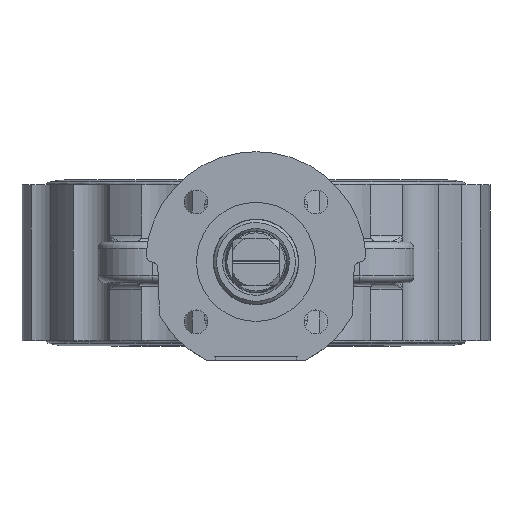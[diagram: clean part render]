
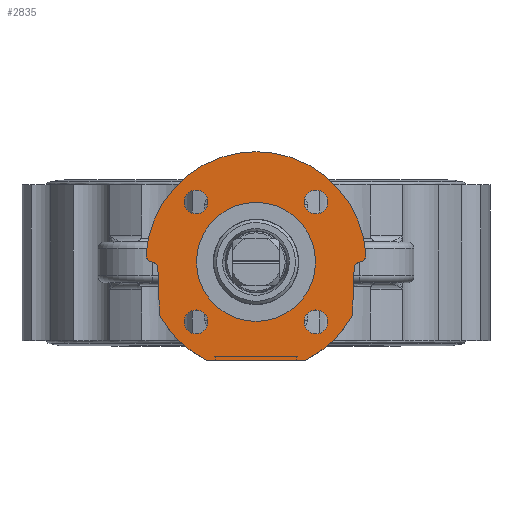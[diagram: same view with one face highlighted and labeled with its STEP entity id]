
A CAD part, top view. The second image highlights one B-rep face of the part: STEP entity #2835.
In plain terms, the highlighted planar face has unit normal (0, 0, 1).
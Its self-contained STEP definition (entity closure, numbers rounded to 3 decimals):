
#112=CARTESIAN_POINT('',(-21.178,-17.678,157.0));
#113=VERTEX_POINT('',#112);
#114=CARTESIAN_POINT('',(-17.678,-17.678,157.0));
#115=DIRECTION('',(0.0,0.0,-1.0));
#116=DIRECTION('',(-1.0,0.0,0.0));
#117=AXIS2_PLACEMENT_3D('',#114,#115,#116);
#118=CIRCLE('',#117,3.5);
#119=EDGE_CURVE('',#113,#113,#118,.T.);
#140=CARTESIAN_POINT('',(-17.678,21.178,157.0));
#141=VERTEX_POINT('',#140);
#142=CARTESIAN_POINT('',(-17.678,17.678,157.0));
#143=DIRECTION('',(0.0,0.0,-1.0));
#144=DIRECTION('',(0.0,1.0,0.0));
#145=AXIS2_PLACEMENT_3D('',#142,#143,#144);
#146=CIRCLE('',#145,3.5);
#147=EDGE_CURVE('',#141,#141,#146,.T.);
#168=CARTESIAN_POINT('',(17.678,-21.178,157.0));
#169=VERTEX_POINT('',#168);
#170=CARTESIAN_POINT('',(17.678,-17.678,157.0));
#171=DIRECTION('',(0.0,0.0,-1.0));
#172=DIRECTION('',(0.0,-1.0,0.0));
#173=AXIS2_PLACEMENT_3D('',#170,#171,#172);
#174=CIRCLE('',#173,3.5);
#175=EDGE_CURVE('',#169,#169,#174,.T.);
#906=CARTESIAN_POINT('',(21.178,17.678,157.0));
#907=VERTEX_POINT('',#906);
#908=CARTESIAN_POINT('',(17.678,17.678,157.0));
#909=DIRECTION('',(0.0,0.0,-1.0));
#910=DIRECTION('',(1.0,0.0,0.0));
#911=AXIS2_PLACEMENT_3D('',#908,#909,#910);
#912=CIRCLE('',#911,3.5);
#913=EDGE_CURVE('',#907,#907,#912,.T.);
#2687=CARTESIAN_POINT('',(17.55,0.,157.0));
#2688=VERTEX_POINT('',#2687);
#2689=CARTESIAN_POINT('',(0.,0.,157.0));
#2690=DIRECTION('',(0.0,0.0,-1.0));
#2691=DIRECTION('',(1.0,0.0,0.0));
#2692=AXIS2_PLACEMENT_3D('',#2689,#2690,#2691);
#2693=CIRCLE('',#2692,17.55);
#2694=EDGE_CURVE('',#2688,#2688,#2693,.T.);
#2726=CARTESIAN_POINT('',(-69.001,32.501,157.0));
#2727=DIRECTION('',(0.0,0.0,-1.0));
#2728=DIRECTION('',(-1.0,0.0,0.0));
#2729=AXIS2_PLACEMENT_3D('',#2726,#2727,#2728);
#2730=PLANE('',#2729);
#2731=CARTESIAN_POINT('',(-28.934,-1.899,157.0));
#2732=VERTEX_POINT('',#2731);
#2733=CARTESIAN_POINT('',(-30.683,0.016,157.0));
#2734=VERTEX_POINT('',#2733);
#2735=CARTESIAN_POINT('',(-30.932,-1.969,157.0));
#2736=DIRECTION('',(0.0,0.0,1.0));
#2737=DIRECTION('',(-0.999,-0.035,0.0));
#2738=AXIS2_PLACEMENT_3D('',#2735,#2736,#2737);
#2739=CIRCLE('',#2738,2.);
#2740=EDGE_CURVE('',#2732,#2734,#2739,.T.);
#2741=ORIENTED_EDGE('',*,*,#2740,.F.);
#2742=CARTESIAN_POINT('',(-28.451,-15.709,157.0));
#2743=VERTEX_POINT('',#2742);
#2744=CARTESIAN_POINT('',(-28.451,-15.709,157.));
#2745=DIRECTION('',(-0.035,0.999,0.0));
#2746=VECTOR('',#2745,13.818);
#2747=LINE('',#2744,#2746);
#2748=EDGE_CURVE('',#2743,#2732,#2747,.T.);
#2749=ORIENTED_EDGE('',*,*,#2748,.F.);
#2750=CARTESIAN_POINT('',(-14.671,-29.,157.0));
#2751=VERTEX_POINT('',#2750);
#2752=CARTESIAN_POINT('',(0.,0.,157.0));
#2753=DIRECTION('',(0.0,0.0,-1.0));
#2754=DIRECTION('',(-0.875,-0.483,0.0));
#2755=AXIS2_PLACEMENT_3D('',#2752,#2753,#2754);
#2756=CIRCLE('',#2755,32.5);
#2757=EDGE_CURVE('',#2751,#2743,#2756,.T.);
#2758=ORIENTED_EDGE('',*,*,#2757,.F.);
#2759=CARTESIAN_POINT('',(14.671,-29.,157.0));
#2760=VERTEX_POINT('',#2759);
#2761=CARTESIAN_POINT('',(14.671,-29.,157.));
#2762=DIRECTION('',(-1.0,0.0,0.0));
#2763=VECTOR('',#2762,29.343);
#2764=LINE('',#2761,#2763);
#2765=EDGE_CURVE('',#2760,#2751,#2764,.T.);
#2766=ORIENTED_EDGE('',*,*,#2765,.F.);
#2767=CARTESIAN_POINT('',(28.451,-15.709,157.0));
#2768=VERTEX_POINT('',#2767);
#2769=CARTESIAN_POINT('',(0.,0.,157.0));
#2770=DIRECTION('',(0.0,0.0,-1.0));
#2771=DIRECTION('',(0.451,-0.892,0.0));
#2772=AXIS2_PLACEMENT_3D('',#2769,#2770,#2771);
#2773=CIRCLE('',#2772,32.5);
#2774=EDGE_CURVE('',#2768,#2760,#2773,.T.);
#2775=ORIENTED_EDGE('',*,*,#2774,.F.);
#2776=CARTESIAN_POINT('',(28.934,-1.899,157.0));
#2777=VERTEX_POINT('',#2776);
#2778=CARTESIAN_POINT('',(28.934,-1.899,157.));
#2779=DIRECTION('',(-0.035,-0.999,0.0));
#2780=VECTOR('',#2779,13.818);
#2781=LINE('',#2778,#2780);
#2782=EDGE_CURVE('',#2777,#2768,#2781,.T.);
#2783=ORIENTED_EDGE('',*,*,#2782,.F.);
#2784=CARTESIAN_POINT('',(30.683,0.016,157.0));
#2785=VERTEX_POINT('',#2784);
#2786=CARTESIAN_POINT('',(30.932,-1.969,157.0));
#2787=DIRECTION('',(0.0,0.0,1.0));
#2788=DIRECTION('',(0.999,-0.035,0.0));
#2789=AXIS2_PLACEMENT_3D('',#2786,#2787,#2788);
#2790=CIRCLE('',#2789,2.);
#2791=EDGE_CURVE('',#2785,#2777,#2790,.T.);
#2792=ORIENTED_EDGE('',*,*,#2791,.F.);
#2793=CARTESIAN_POINT('',(32.43,2.131,157.0));
#2794=VERTEX_POINT('',#2793);
#2795=CARTESIAN_POINT('',(30.434,2.0,157.0));
#2796=DIRECTION('',(0.0,0.0,-1.0));
#2797=DIRECTION('',(0.73,-0.684,0.0));
#2798=AXIS2_PLACEMENT_3D('',#2795,#2796,#2797);
#2799=CIRCLE('',#2798,2.0);
#2800=EDGE_CURVE('',#2794,#2785,#2799,.T.);
#2801=ORIENTED_EDGE('',*,*,#2800,.F.);
#2802=CARTESIAN_POINT('',(-32.43,2.131,157.0));
#2803=VERTEX_POINT('',#2802);
#2804=CARTESIAN_POINT('',(0.,0.,157.0));
#2805=DIRECTION('',(0.0,0.0,-1.0));
#2806=DIRECTION('',(1.0,0.0,0.0));
#2807=AXIS2_PLACEMENT_3D('',#2804,#2805,#2806);
#2808=CIRCLE('',#2807,32.5);
#2809=EDGE_CURVE('',#2803,#2794,#2808,.T.);
#2810=ORIENTED_EDGE('',*,*,#2809,.F.);
#2811=CARTESIAN_POINT('',(-30.434,2.,157.0));
#2812=DIRECTION('',(0.0,0.0,-1.0));
#2813=DIRECTION('',(-0.73,-0.684,0.0));
#2814=AXIS2_PLACEMENT_3D('',#2811,#2812,#2813);
#2815=CIRCLE('',#2814,2.0);
#2816=EDGE_CURVE('',#2734,#2803,#2815,.T.);
#2817=ORIENTED_EDGE('',*,*,#2816,.F.);
#2818=EDGE_LOOP('',(#2741,#2749,#2758,#2766,#2775,#2783,#2792,#2801,#2810,#2817));
#2819=FACE_OUTER_BOUND('',#2818,.T.);
#2820=ORIENTED_EDGE('',*,*,#119,.T.);
#2821=EDGE_LOOP('',(#2820));
#2822=FACE_BOUND('',#2821,.T.);
#2823=ORIENTED_EDGE('',*,*,#147,.T.);
#2824=EDGE_LOOP('',(#2823));
#2825=FACE_BOUND('',#2824,.T.);
#2826=ORIENTED_EDGE('',*,*,#175,.T.);
#2827=EDGE_LOOP('',(#2826));
#2828=FACE_BOUND('',#2827,.T.);
#2829=ORIENTED_EDGE('',*,*,#913,.T.);
#2830=EDGE_LOOP('',(#2829));
#2831=FACE_BOUND('',#2830,.T.);
#2832=ORIENTED_EDGE('',*,*,#2694,.T.);
#2833=EDGE_LOOP('',(#2832));
#2834=FACE_BOUND('',#2833,.T.);
#2835=ADVANCED_FACE('',(#2819,#2822,#2825,#2828,#2831,#2834),#2730,.F.);
